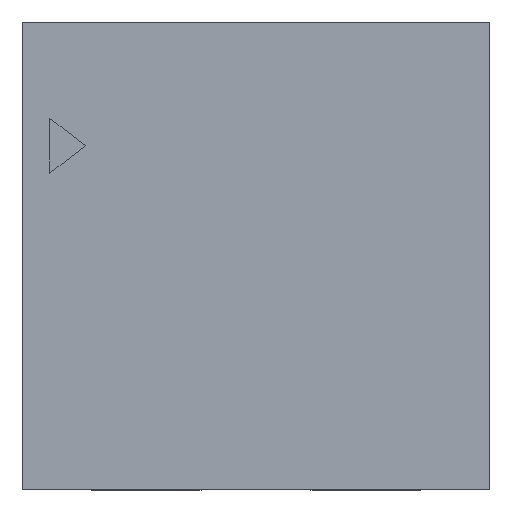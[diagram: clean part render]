
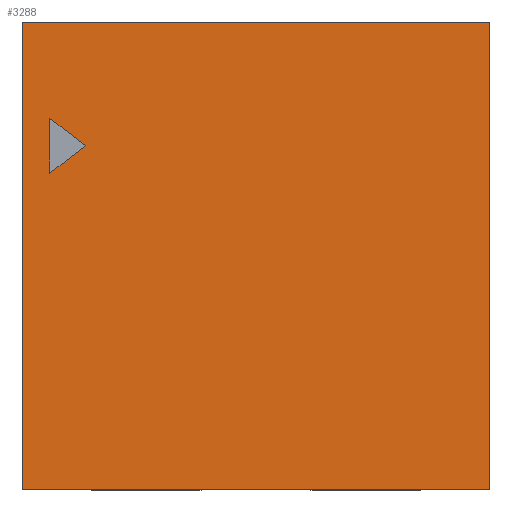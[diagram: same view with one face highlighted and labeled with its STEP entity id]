
A CAD part, top view. The second image highlights one B-rep face of the part: STEP entity #3288.
In plain terms, the highlighted planar face has unit normal (0, 0, 1).
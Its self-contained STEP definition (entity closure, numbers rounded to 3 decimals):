
#3046 = VERTEX_POINT('',#3047);
#3047 = CARTESIAN_POINT('',(0.425,-0.425,0.6));
#3053 = EDGE_CURVE('',#3054,#3046,#3056,.T.);
#3054 = VERTEX_POINT('',#3055);
#3055 = CARTESIAN_POINT('',(-0.425,-0.425,0.6));
#3056 = LINE('',#3057,#3058);
#3057 = CARTESIAN_POINT('',(0.425,-0.425,0.6));
#3058 = VECTOR('',#3059,1.);
#3059 = DIRECTION('',(1.,0.,0.));
#3107 = VERTEX_POINT('',#3108);
#3108 = CARTESIAN_POINT('',(0.425,0.425,0.6));
#3114 = EDGE_CURVE('',#3046,#3107,#3115,.T.);
#3115 = LINE('',#3116,#3117);
#3116 = CARTESIAN_POINT('',(0.425,0.425,0.6));
#3117 = VECTOR('',#3118,1.);
#3118 = DIRECTION('',(0.,1.,0.));
#3184 = VERTEX_POINT('',#3185);
#3185 = CARTESIAN_POINT('',(-0.425,0.425,0.6));
#3191 = EDGE_CURVE('',#3107,#3184,#3192,.T.);
#3192 = LINE('',#3193,#3194);
#3193 = CARTESIAN_POINT('',(0.425,0.425,0.6));
#3194 = VECTOR('',#3195,1.);
#3195 = DIRECTION('',(-1.,0.,0.));
#3254 = EDGE_CURVE('',#3184,#3054,#3255,.T.);
#3255 = LINE('',#3256,#3257);
#3256 = CARTESIAN_POINT('',(-0.425,0.425,0.6));
#3257 = VECTOR('',#3258,1.);
#3258 = DIRECTION('',(0.,-1.,0.));
#3288 = ADVANCED_FACE('',(#3289,#3315),#3321,.T.);
#3289 = FACE_BOUND('',#3290,.T.);
#3290 = EDGE_LOOP('',(#3291,#3301,#3309));
#3291 = ORIENTED_EDGE('',*,*,#3292,.F.);
#3292 = EDGE_CURVE('',#3293,#3295,#3297,.T.);
#3293 = VERTEX_POINT('',#3294);
#3294 = CARTESIAN_POINT('',(-0.375,0.15,0.6));
#3295 = VERTEX_POINT('',#3296);
#3296 = CARTESIAN_POINT('',(-0.31,0.2,0.6));
#3297 = LINE('',#3298,#3299);
#3298 = CARTESIAN_POINT('',(-0.31,0.2,0.6));
#3299 = VECTOR('',#3300,1.);
#3300 = DIRECTION('',(0.793,0.609,0.)
  );
#3301 = ORIENTED_EDGE('',*,*,#3302,.F.);
#3302 = EDGE_CURVE('',#3303,#3293,#3305,.T.);
#3303 = VERTEX_POINT('',#3304);
#3304 = CARTESIAN_POINT('',(-0.375,0.25,0.6));
#3305 = LINE('',#3306,#3307);
#3306 = CARTESIAN_POINT('',(-0.375,0.25,0.6));
#3307 = VECTOR('',#3308,1.);
#3308 = DIRECTION('',(0.,-1.,0.));
#3309 = ORIENTED_EDGE('',*,*,#3310,.F.);
#3310 = EDGE_CURVE('',#3295,#3303,#3311,.T.);
#3311 = LINE('',#3312,#3313);
#3312 = CARTESIAN_POINT('',(-0.31,0.2,0.6));
#3313 = VECTOR('',#3314,1.);
#3314 = DIRECTION('',(-0.793,0.609,0.
    ));
#3315 = FACE_BOUND('',#3316,.T.);
#3316 = EDGE_LOOP('',(#3317,#3318,#3319,#3320));
#3317 = ORIENTED_EDGE('',*,*,#3053,.T.);
#3318 = ORIENTED_EDGE('',*,*,#3114,.T.);
#3319 = ORIENTED_EDGE('',*,*,#3191,.T.);
#3320 = ORIENTED_EDGE('',*,*,#3254,.T.);
#3321 = PLANE('',#3322);
#3322 = AXIS2_PLACEMENT_3D('',#3323,#3324,#3325);
#3323 = CARTESIAN_POINT('',(0.,0.,0.6));
#3324 = DIRECTION('',(0.,0.,1.));
#3325 = DIRECTION('',(1.,0.,0.));
